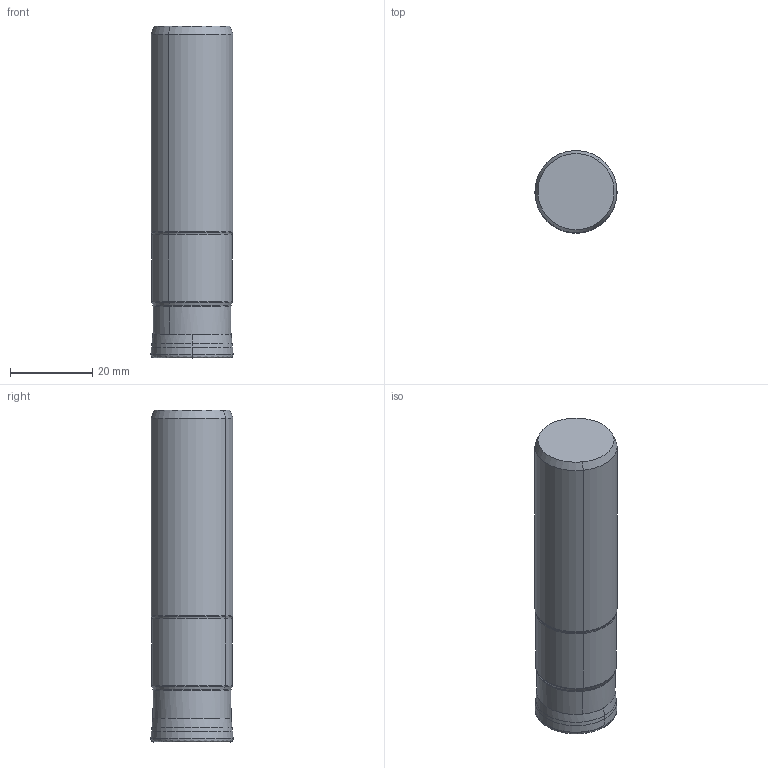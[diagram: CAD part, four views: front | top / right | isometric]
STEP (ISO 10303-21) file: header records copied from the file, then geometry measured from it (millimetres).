
FILE_DESCRIPTION((''),'2;1');
FILE_NAME('607041108-000-00-E43','2020-02-21T14:29:57',('korna'),(''),'CREO PARAMETRIC BY PTC INC, 2019030','CREO PARAMETRIC BY PTC INC, 2019030','');
FILE_SCHEMA(('AP242_MANAGED_MODEL_BASED_3D_ENGINEERING_MIM_LF { 1 0 10303 442 1 1 4 }'));
Length unit declared in the file: millimetre
Products named in the file (1): 607041108-000-00-E43
Bounding box: 19.99 x 19.99 x 80.75 mm (x, y, z)
Volume: 24701.1 mm3; surface area: 5632 mm2
Topology: 1 solids, 1 shells, 67 faces, 237 edges, 180 vertices
Faces by surface type: revolution 40, cone 10, torus 8, cylinder 6, plane 3
Entity records: 4529 total; most frequent: CARTESIAN_POINT 1302, DIRECTION 329, PRESENTATION_STYLE_ASSIGNMENT 321, STYLED_ITEM 281, CURVE_STYLE 280, ORIENTED_EDGE 268, B_SPLINE_CURVE_WITH_KNOTS 140, EDGE_CURVE 134
